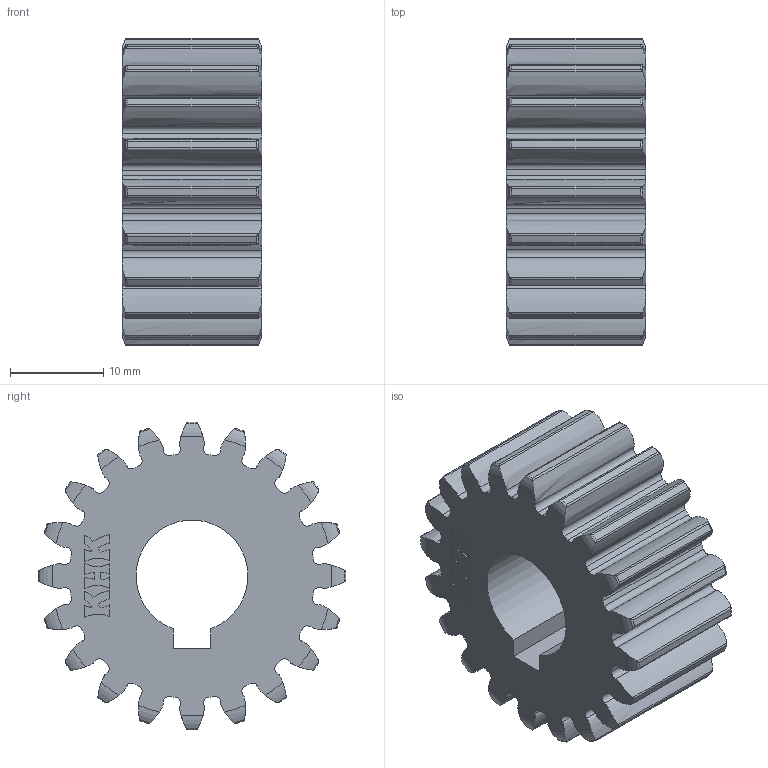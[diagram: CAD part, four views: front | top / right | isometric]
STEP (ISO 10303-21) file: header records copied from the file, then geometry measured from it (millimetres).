
FILE_DESCRIPTION((''),'2;1');
FILE_NAME('SSA1_5-20J12','2022-12-02T',('SYSTEM'),(''),'PRO/ENGINEER BY PARAMETRIC TECHNOLOGY CORPORATION, 2016360','PRO/ENGINEER BY PARAMETRIC TECHNOLOGY CORPORATION, 2016360','');
FILE_SCHEMA(('AUTOMOTIVE_DESIGN { 1 0 10303 214 1 1 1 1 }'));
Length unit declared in the file: millimetre
Products named in the file (1): SSA1_5-20J12
Bounding box: 15 x 33 x 33 mm (x, y, z)
Volume: 8543.8 mm3; surface area: 4568.1 mm2
Topology: 1 solids, 1 shells, 328 faces, 960 edges, 640 vertices
Faces by surface type: cylinder 169, torus 80, extrusion 40, plane 39
Entity records: 16730 total; most frequent: CARTESIAN_POINT 5190, ORIENTED_EDGE 1920, DIRECTION 1594, PRESENTATION_STYLE_ASSIGNMENT 967, STYLED_ITEM 961, CURVE_STYLE 960, EDGE_CURVE 960, VERTEX_POINT 640
